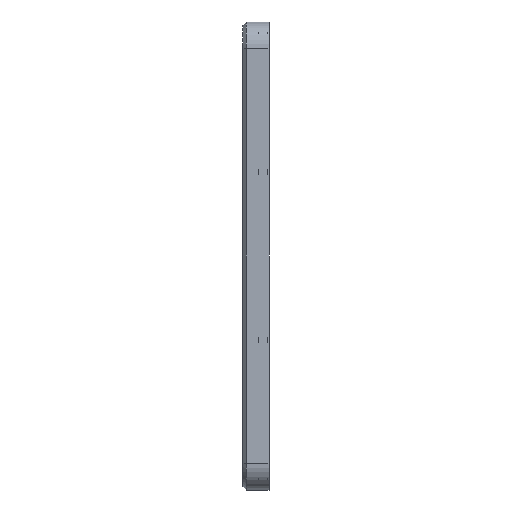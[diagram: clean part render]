
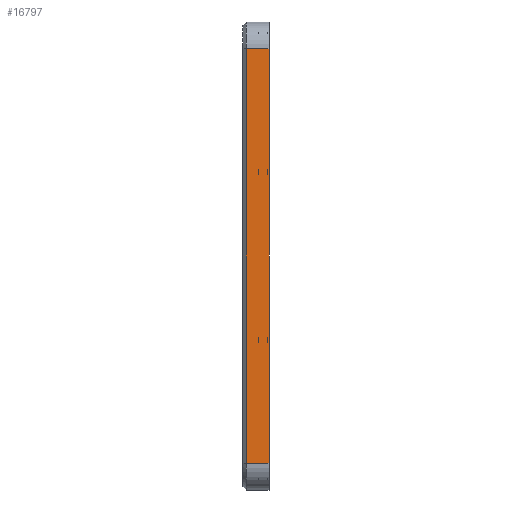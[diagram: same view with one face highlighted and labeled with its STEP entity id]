
A CAD part, left-side view. The second image highlights one B-rep face of the part: STEP entity #16797.
In plain terms, the highlighted planar face has unit normal (-1, 0, 0).
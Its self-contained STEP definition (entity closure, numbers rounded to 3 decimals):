
#850 = AXIS2_PLACEMENT_3D ( 'NONE', #16267, #1198, #18769 ) ;
#1198 = DIRECTION ( 'NONE',  ( -1., 0., 0. ) ) ;
#2262 = CARTESIAN_POINT ( 'NONE',  ( -184.136, -7.75, 61.808 ) ) ;
#3164 = FACE_OUTER_BOUND ( 'NONE', #30996, .T. ) ;
#3288 = VECTOR ( 'NONE', #14013, 1000. ) ;
#3506 = ORIENTED_EDGE ( 'NONE', *, *, #6384, .T. ) ;
#4033 = VERTEX_POINT ( 'NONE', #11979 ) ;
#4440 = CARTESIAN_POINT ( 'NONE',  ( -184.136, -7.75, -61.808 ) ) ;
#4614 = VECTOR ( 'NONE', #19540, 1000. ) ;
#5415 = CARTESIAN_POINT ( 'NONE',  ( -184.136, -1., -69.745 ) ) ;
#6384 = EDGE_CURVE ( 'NONE', #29283, #21039, #9477, .T. ) ;
#9354 = ORIENTED_EDGE ( 'NONE', *, *, #17766, .T. ) ;
#9477 = LINE ( 'NONE', #11498, #3288 ) ;
#9943 = LINE ( 'NONE', #5415, #25310 ) ;
#11498 = CARTESIAN_POINT ( 'NONE',  ( -184.136, -7.75, -61.808 ) ) ;
#11979 = CARTESIAN_POINT ( 'NONE',  ( -184.136, -1., 61.808 ) ) ;
#12257 = PLANE ( 'NONE',  #850 ) ;
#13198 = EDGE_CURVE ( 'NONE', #21039, #21925, #27182, .T. ) ;
#14013 = DIRECTION ( 'NONE',  ( 0., -1., 0. ) ) ;
#16267 = CARTESIAN_POINT ( 'NONE',  ( -184.136, -7.75, -69.745 ) ) ;
#16572 = VECTOR ( 'NONE', #27202, 1000. ) ;
#16686 = ORIENTED_EDGE ( 'NONE', *, *, #13198, .T. ) ;
#16797 = ADVANCED_FACE ( 'NONE', ( #3164 ), #12257, .T. ) ;
#17766 = EDGE_CURVE ( 'NONE', #4033, #29283, #9943, .T. ) ;
#18769 = DIRECTION ( 'NONE',  ( 0., 0., 1. ) ) ;
#19092 = LINE ( 'NONE', #23096, #16572 ) ;
#19540 = DIRECTION ( 'NONE',  ( 0., 0., 1. ) ) ;
#19675 = CARTESIAN_POINT ( 'NONE',  ( -184.136, -1., -61.808 ) ) ;
#20882 = EDGE_CURVE ( 'NONE', #21925, #4033, #19092, .T. ) ;
#21039 = VERTEX_POINT ( 'NONE', #4440 ) ;
#21925 = VERTEX_POINT ( 'NONE', #2262 ) ;
#23000 = DIRECTION ( 'NONE',  ( 0., 0., -1. ) ) ;
#23096 = CARTESIAN_POINT ( 'NONE',  ( -184.136, -7.75, 61.808 ) ) ;
#25159 = ORIENTED_EDGE ( 'NONE', *, *, #20882, .T. ) ;
#25310 = VECTOR ( 'NONE', #23000, 1000. ) ;
#26176 = CARTESIAN_POINT ( 'NONE',  ( -184.136, -7.75, -69.745 ) ) ;
#27182 = LINE ( 'NONE', #26176, #4614 ) ;
#27202 = DIRECTION ( 'NONE',  ( 0., 1., 0. ) ) ;
#29283 = VERTEX_POINT ( 'NONE', #19675 ) ;
#30996 = EDGE_LOOP ( 'NONE', ( #25159, #9354, #3506, #16686 ) ) ;
